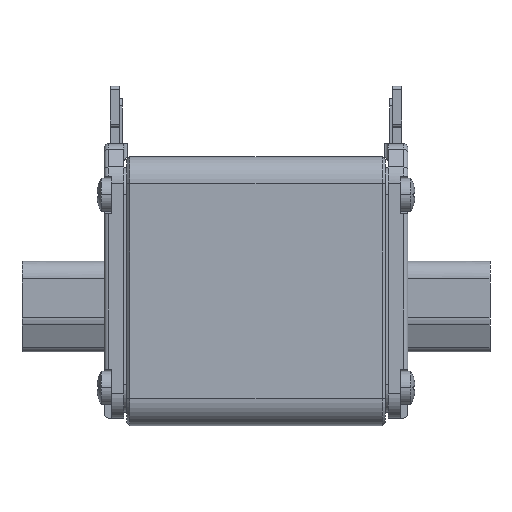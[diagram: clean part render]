
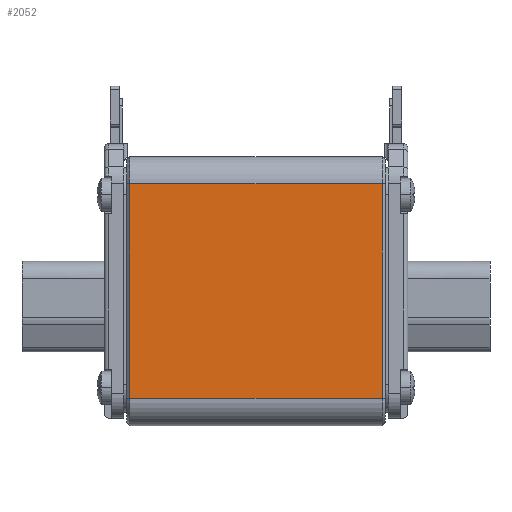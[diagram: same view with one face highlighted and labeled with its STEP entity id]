
A CAD part, left-side view. The second image highlights one B-rep face of the part: STEP entity #2052.
In plain terms, the highlighted face is planar.
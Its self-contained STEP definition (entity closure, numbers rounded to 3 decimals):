
#144=DIRECTION('',(1.,0.,0.));
#145=VECTOR('',#144,41.8);
#146=CARTESIAN_POINT('',(-20.9,17.8,-14.75));
#147=LINE('',#146,#145);
#571=DIRECTION('',(0.,1.,0.));
#572=VECTOR('',#571,35.6);
#573=CARTESIAN_POINT('',(20.9,-17.8,-14.75));
#574=LINE('',#573,#572);
#629=DIRECTION('',(-1.,0.,0.));
#630=VECTOR('',#629,41.8);
#631=CARTESIAN_POINT('',(20.9,-17.8,-14.75));
#632=LINE('',#631,#630);
#717=DIRECTION('',(0.,-1.,0.));
#718=VECTOR('',#717,35.6);
#719=CARTESIAN_POINT('',(-20.9,17.8,-14.75));
#720=LINE('',#719,#718);
#1777=CARTESIAN_POINT('',(20.9,17.8,-14.75));
#1778=VERTEX_POINT('',#1777);
#1781=CARTESIAN_POINT('',(20.9,-17.8,-14.75));
#1782=VERTEX_POINT('',#1781);
#1809=CARTESIAN_POINT('',(-20.9,17.8,-14.75));
#1810=VERTEX_POINT('',#1809);
#1813=CARTESIAN_POINT('',(-20.9,-17.8,-14.75));
#1814=VERTEX_POINT('',#1813);
#2037=CARTESIAN_POINT('',(0.,0.,-14.75));
#2038=DIRECTION('',(0.,0.,1.));
#2039=DIRECTION('',(1.,0.,0.));
#2040=AXIS2_PLACEMENT_3D('',#2037,#2038,#2039);
#2041=PLANE('',#2040);
#2043=ORIENTED_EDGE('',*,*,#2042,.F.);
#2045=ORIENTED_EDGE('',*,*,#2044,.T.);
#2047=ORIENTED_EDGE('',*,*,#2046,.F.);
#2049=ORIENTED_EDGE('',*,*,#2048,.T.);
#2050=EDGE_LOOP('',(#2043,#2045,#2047,#2049));
#2051=FACE_OUTER_BOUND('',#2050,.F.);
#2042=EDGE_CURVE('',#1810,#1778,#147,.T.);
#2044=EDGE_CURVE('',#1810,#1814,#720,.T.);
#2046=EDGE_CURVE('',#1782,#1814,#632,.T.);
#2048=EDGE_CURVE('',#1782,#1778,#574,.T.);
#2052=ADVANCED_FACE('',(#2051),#2041,.F.);
